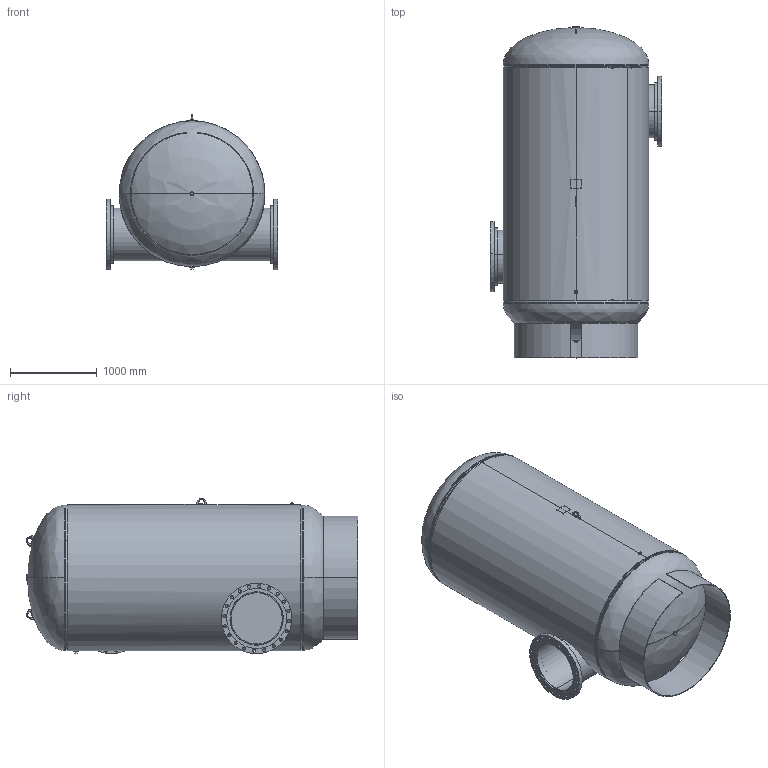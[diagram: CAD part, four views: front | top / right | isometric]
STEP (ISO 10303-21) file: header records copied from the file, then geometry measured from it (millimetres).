
FILE_DESCRIPTION (( 'STEP AP203' ), '1' );
FILE_NAME ('SPA-24.STEP', '2021-03-17T14:30:59', ( '' ), ( '' ), 'SwSTEP 2.0', 'SolidWorks 2021', '' );
FILE_SCHEMA (( 'CONFIG_CONTROL_DESIGN' ));
Length unit declared in the file: inch
Products named in the file (17): SPA-24; 9201169; 99Q0720; 72A0715; 9600830_66" VERT; 9500040; PLUGS_9500150; 05024001; 9500070; PLUGS_9500140; 9500080; 9301200_32; PLUGS_9500170; 9400542; 9500050; SORF FLANGES ASME B16.5_24 150# SA-105
Assembly tree (19 placements, depth 3):
  SPA-24
    05024001
    9201169
    9201169
    9500040
    9500050
    9500070
    9500080
    PLUGS_9500140
    PLUGS_9500150
    PLUGS_9500170
    72A0715  x2
      9301200_32
      SORF FLANGES ASME B16.5_24 150# SA-105
    9400542  x3
    99Q0720
    9600830_66" VERT
Bounding box: 1981.2 x 3827.19 x 1792.8 mm (x, y, z)
Volume: 262876061 mm3; surface area: 52970006.3 mm2
Topology: 21 solids, 21 shells, 515 faces, 1230 edges, 760 vertices
Faces by surface type: cylinder 262, plane 125, torus 76, cone 28, bspline 24
Entity records: 21257 total; most frequent: CARTESIAN_POINT 11284, DIRECTION 1815, ORIENTED_EDGE 1588, EDGE_CURVE 794, AXIS2_PLACEMENT_3D 748, VERTEX_POINT 496, CIRCLE 416, EDGE_LOOP 412
